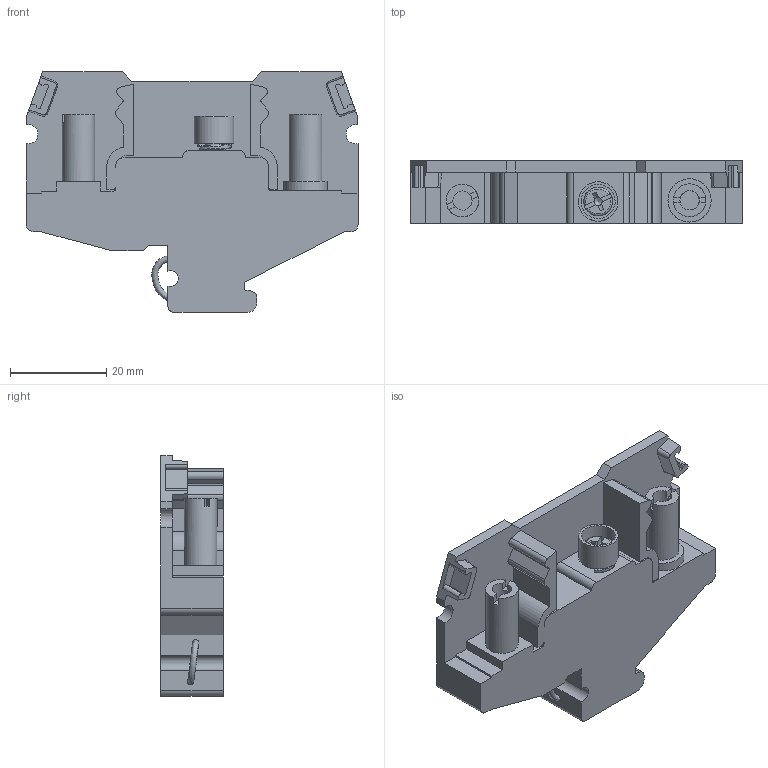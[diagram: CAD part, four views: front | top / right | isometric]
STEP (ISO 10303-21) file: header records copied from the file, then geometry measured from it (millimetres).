
FILE_DESCRIPTION(/* description */ ('Unknown'),/* implementation_level */ '2;1');
FILE_NAME(/* name */ 'CLTDM4_3D_SOLID',/* time_stamp */ '2024-12-14T10:00:31+06:00',/* author */ ('Unknown'),/* organization */ ('Unknown'),/* preprocessor_version */ 'ST-DEVELOPER v16.7',/* originating_system */ 'Solid Edge',/* authorisation */ 'Unknown');
FILE_SCHEMA (('AUTOMOTIVE_DESIGN {1 0 10303 214 3 1 1}'));
Length unit declared in the file: millimetre
Products named in the file (1): CLTDM4_3D_SOLID
Bounding box: 69 x 13 x 50 mm (x, y, z)
Volume: 22346.5 mm3; surface area: 10642.8 mm2
Topology: 1 solids, 2 shells, 200 faces, 563 edges, 374 vertices
Faces by surface type: plane 135, cylinder 46, cone 9, bspline 7, torus 3
Full cylindrical faces by diameter (mm): 4 x4, 4.1 x1, 6.8 x2, 7.1 x1, 8.2 x1, 9 x1
Entity records: 8199 total; most frequent: CARTESIAN_POINT 1720, ORIENTED_EDGE 1068, DIRECTION 1015, EDGE_CURVE 534, LINE 371, VECTOR 371, VERTEX_POINT 362, AXIS2_PLACEMENT_3D 322
